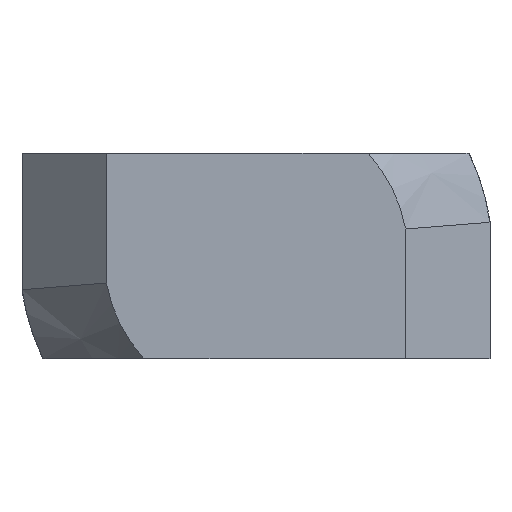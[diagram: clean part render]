
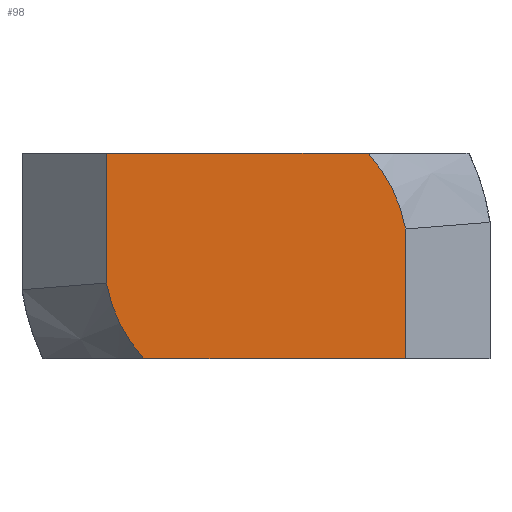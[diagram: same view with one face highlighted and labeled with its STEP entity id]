
A CAD part, front view. The second image highlights one B-rep face of the part: STEP entity #98.
In plain terms, the highlighted planar face has unit normal (0, -1, 0).
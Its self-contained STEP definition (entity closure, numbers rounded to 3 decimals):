
#23 = FACE_OUTER_BOUND ( 'NONE', #2345, .T. ) ;
#35 = CARTESIAN_POINT ( 'NONE',  ( -4.651, -11.8, -4.25 ) ) ;
#37 = CARTESIAN_POINT ( 'NONE',  ( -8.83, -11.8, -4.25 ) ) ;
#40 = ORIENTED_EDGE ( 'NONE', *, *, #264, .T. ) ;
#91 = EDGE_CURVE ( 'NONE', #1173, #1883, #1938, .T. ) ;
#98 = ADVANCED_FACE ( 'NONE', ( #23 ), #2166, .T. ) ;
#108 = CARTESIAN_POINT ( 'NONE',  ( 6.2, -11.8, 0. ) ) ;
#191 = DIRECTION ( 'NONE',  ( 0., 0., -1. ) ) ;
#245 = VERTEX_POINT ( 'NONE', #741 ) ;
#264 = EDGE_CURVE ( 'NONE', #1883, #245, #2430, .T. ) ;
#393 = CARTESIAN_POINT ( 'NONE',  ( 0., -11.8, 0. ) ) ;
#406 = DIRECTION ( 'NONE',  ( 0., -1., 0. ) ) ;
#432 = DIRECTION ( 'NONE',  ( 1., 0., 0. ) ) ;
#521 = CARTESIAN_POINT ( 'NONE',  ( -6.2, -11.8, 0. ) ) ;
#541 = DIRECTION ( 'NONE',  ( 0., 0., 1. ) ) ;
#555 = AXIS2_PLACEMENT_3D ( 'NONE', #686, #2157, #1994 ) ;
#570 = ORIENTED_EDGE ( 'NONE', *, *, #1490, .T. ) ;
#574 = EDGE_CURVE ( 'NONE', #1866, #2624, #2022, .T. ) ;
#686 = CARTESIAN_POINT ( 'NONE',  ( 0., -11.8, 0. ) ) ;
#687 = LINE ( 'NONE', #521, #1219 ) ;
#741 = CARTESIAN_POINT ( 'NONE',  ( 6.2, -11.8, 1.118 ) ) ;
#765 = DIRECTION ( 'NONE',  ( -1., 0., 0. ) ) ;
#883 = AXIS2_PLACEMENT_3D ( 'NONE', #393, #406, #191 ) ;
#977 = VECTOR ( 'NONE', #765, 1000. ) ;
#1062 = DIRECTION ( 'NONE',  ( 0., -1., 0. ) ) ;
#1135 = CARTESIAN_POINT ( 'NONE',  ( 6.2, -11.8, -4.25 ) ) ;
#1139 = CARTESIAN_POINT ( 'NONE',  ( -6.2, -11.8, 4.25 ) ) ;
#1173 = VERTEX_POINT ( 'NONE', #35 ) ;
#1219 = VECTOR ( 'NONE', #1567, 1000. ) ;
#1274 = CIRCLE ( 'NONE', #883, 6.3 ) ;
#1298 = DIRECTION ( 'NONE',  ( 0., 0., -1. ) ) ;
#1490 = EDGE_CURVE ( 'NONE', #245, #1866, #1274, .T. ) ;
#1526 = VECTOR ( 'NONE', #432, 1000. ) ;
#1564 = CARTESIAN_POINT ( 'NONE',  ( 8.83, -11.8, 4.25 ) ) ;
#1567 = DIRECTION ( 'NONE',  ( 0., 0., -1. ) ) ;
#1821 = AXIS2_PLACEMENT_3D ( 'NONE', #2570, #1062, #1298 ) ;
#1866 = VERTEX_POINT ( 'NONE', #2225 ) ;
#1883 = VERTEX_POINT ( 'NONE', #1135 ) ;
#1935 = ORIENTED_EDGE ( 'NONE', *, *, #2105, .T. ) ;
#1938 = LINE ( 'NONE', #37, #1526 ) ;
#1994 = DIRECTION ( 'NONE',  ( 0., 0., -1. ) ) ;
#2022 = LINE ( 'NONE', #1564, #977 ) ;
#2105 = EDGE_CURVE ( 'NONE', #2483, #1173, #2763, .T. ) ;
#2153 = CARTESIAN_POINT ( 'NONE',  ( -6.2, -11.8, -1.118 ) ) ;
#2157 = DIRECTION ( 'NONE',  ( 0., -1., 0. ) ) ;
#2166 = PLANE ( 'NONE',  #555 ) ;
#2197 = VECTOR ( 'NONE', #541, 1000. ) ;
#2209 = EDGE_CURVE ( 'NONE', #2624, #2483, #687, .T. ) ;
#2225 = CARTESIAN_POINT ( 'NONE',  ( 4.651, -11.8, 4.25 ) ) ;
#2312 = ORIENTED_EDGE ( 'NONE', *, *, #2209, .T. ) ;
#2332 = ORIENTED_EDGE ( 'NONE', *, *, #91, .T. ) ;
#2345 = EDGE_LOOP ( 'NONE', ( #40, #570, #2747, #2312, #1935, #2332 ) ) ;
#2430 = LINE ( 'NONE', #108, #2197 ) ;
#2483 = VERTEX_POINT ( 'NONE', #2153 ) ;
#2570 = CARTESIAN_POINT ( 'NONE',  ( 0., -11.8, 0. ) ) ;
#2624 = VERTEX_POINT ( 'NONE', #1139 ) ;
#2747 = ORIENTED_EDGE ( 'NONE', *, *, #574, .T. ) ;
#2763 = CIRCLE ( 'NONE', #1821, 6.3 ) ;
